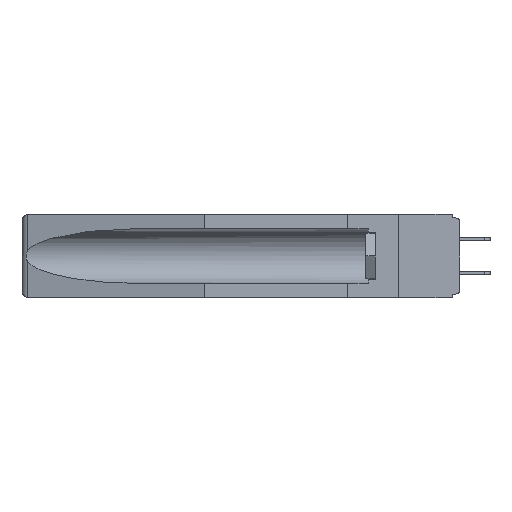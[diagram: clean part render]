
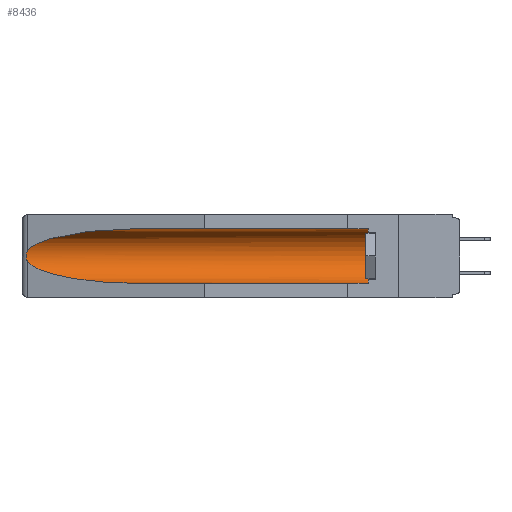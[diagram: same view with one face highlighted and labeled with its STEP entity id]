
A CAD part, left-side view. The second image highlights one B-rep face of the part: STEP entity #8436.
In plain terms, the highlighted cylindrical face has radius 2.857 mm (diameter 5.715 mm), a partial arc.
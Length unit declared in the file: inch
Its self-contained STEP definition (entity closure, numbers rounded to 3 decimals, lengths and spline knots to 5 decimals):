
#139 = CARTESIAN_POINT ( 'NONE',  ( 0.26655, 1.53094, -0.18657 ) ) ;
#445 = CARTESIAN_POINT ( 'NONE',  ( 0.155, 0.126, -0.059 ) ) ;
#499 = CARTESIAN_POINT ( 'NONE',  ( 0.26537, 1.52718, -0.19328 ) ) ;
#1336 = VECTOR ( 'NONE', #3446, 39.37008 ) ;
#1742 = ORIENTED_EDGE ( 'NONE', *, *, #18536, .T. ) ;
#3446 = DIRECTION ( 'NONE',  ( 0., 1., 0. ) ) ;
#3542 = CYLINDRICAL_SURFACE ( 'NONE', #5360, 0.1125 ) ;
#3600 = VERTEX_POINT ( 'NONE', #4315 ) ;
#3772 = CARTESIAN_POINT ( 'NONE',  ( 0.26537, 1.52718, -0.19328 ) ) ;
#3903 = CARTESIAN_POINT ( 'NONE',  ( 0.155, 1.07973, -0.284 ) ) ;
#4045 = ORIENTED_EDGE ( 'NONE', *, *, #16978, .T. ) ;
#4315 = CARTESIAN_POINT ( 'NONE',  ( 0.26537, 1.52718, -0.19328 ) ) ;
#5200 = CARTESIAN_POINT ( 'NONE',  ( 0.2673, 1.5327, -0.16383 ) ) ;
#5252 = CARTESIAN_POINT ( 'NONE',  ( 0.26537, 1.52718, -0.14972 ) ) ;
#5326 = CARTESIAN_POINT ( 'NONE',  ( 0.26537, 1.52718, -0.14972 ) ) ;
#5360 = AXIS2_PLACEMENT_3D ( 'NONE', #10501, #19484, #23405 ) ;
#5518 = CARTESIAN_POINT ( 'NONE',  ( 0.26597, 1.5296, -0.19026 ) ) ;
#6301 = DIRECTION ( 'NONE',  ( 0., -1., 0. ) ) ;
#6316 = EDGE_LOOP ( 'NONE', ( #1742, #21357, #21573, #9106, #11773, #4045 ) ) ;
#6676 = CARTESIAN_POINT ( 'NONE',  ( 0.155, 0.126, -0.284 ) ) ;
#7174 = VERTEX_POINT ( 'NONE', #22461 ) ;
#7341 = CARTESIAN_POINT ( 'NONE',  ( 0.155, 1.07973, -0.059 ) ) ;
#7584 = CARTESIAN_POINT ( 'NONE',  ( 0.25451, 1.48313, -0.24835 ) ) ;
#7904 = CARTESIAN_POINT ( 'NONE',  ( 0.21114, 1.30732, -0.284 ) ) ;
#8436 = ADVANCED_FACE ( 'NONE', ( #18175 ), #3542, .F. ) ;
#8497 = VERTEX_POINT ( 'NONE', #14554 ) ;
#8922 = VERTEX_POINT ( 'NONE', #5252 ) ;
#8923 = EDGE_CURVE ( 'NONE', #3600, #8497, #16054, .T. ) ;
#9106 = ORIENTED_EDGE ( 'NONE', *, *, #14038, .F. ) ;
#9842 = CARTESIAN_POINT ( 'NONE',  ( 0.155, 0.126, -0.1715 ) ) ;
#9929 = DIRECTION ( 'NONE',  ( 0., 0., 1. ) ) ;
#10501 = CARTESIAN_POINT ( 'NONE',  ( 0.155, -0.30754, -0.1715 ) ) ;
#10675 = VECTOR ( 'NONE', #22781, 39.37008 ) ;
#10964 = LINE ( 'NONE', #13607, #10675 ) ;
#11117 = LINE ( 'NONE', #14485, #1336 ) ;
#11773 = ORIENTED_EDGE ( 'NONE', *, *, #15324, .T. ) ;
#12863 = CARTESIAN_POINT ( 'NONE',  ( 0.25451, 1.48313, -0.09465 ) ) ;
#13607 = CARTESIAN_POINT ( 'NONE',  ( 0.155, -0.30754, -0.284 ) ) ;
#14038 = EDGE_CURVE ( 'NONE', #17790, #8497, #10964, .T. ) ;
#14485 = CARTESIAN_POINT ( 'NONE',  ( 0.155, -0.30754, -0.059 ) ) ;
#14554 = CARTESIAN_POINT ( 'NONE',  ( 0.155, 1.07973, -0.284 ) ) ;
#14947 = EDGE_CURVE ( 'NONE', #8922, #3600, #19037, .T. ) ;
#15111 = VERTEX_POINT ( 'NONE', #445 ) ;
#15324 = EDGE_CURVE ( 'NONE', #17790, #15111, #17483, .T. ) ;
#16054 =( BOUNDED_CURVE ( )  B_SPLINE_CURVE ( 3, ( #499, #7584, #7904, #3903 ),
 .UNSPECIFIED., .F., .F. ) 
 B_SPLINE_CURVE_WITH_KNOTS ( ( 4, 4 ),
 ( 0.1948, 1.5708 ),
 .UNSPECIFIED. ) 
 CURVE ( )  GEOMETRIC_REPRESENTATION_ITEM ( )  RATIONAL_B_SPLINE_CURVE ( ( 1., 0.848, 0.848, 1. ) ) 
 REPRESENTATION_ITEM ( '' )  );
#16159 = CARTESIAN_POINT ( 'NONE',  ( 0.26654, 1.53092, -0.15636 ) ) ;
#16284 = CARTESIAN_POINT ( 'NONE',  ( 0.21114, 1.30732, -0.059 ) ) ;
#16566 = CARTESIAN_POINT ( 'NONE',  ( 0.2673, 1.53269, -0.17917 ) ) ;
#16978 = EDGE_CURVE ( 'NONE', #15111, #7174, #11117, .T. ) ;
#17244 =( BOUNDED_CURVE ( )  B_SPLINE_CURVE ( 3, ( #7341, #16284, #12863, #5326 ),
 .UNSPECIFIED., .F., .F. ) 
 B_SPLINE_CURVE_WITH_KNOTS ( ( 4, 4 ),
 ( 4.71239, 6.08839 ),
 .UNSPECIFIED. ) 
 CURVE ( )  GEOMETRIC_REPRESENTATION_ITEM ( )  RATIONAL_B_SPLINE_CURVE ( ( 1., 0.848, 0.848, 1. ) ) 
 REPRESENTATION_ITEM ( '' )  );
#17483 = CIRCLE ( 'NONE', #20456, 0.1125 ) ;
#17789 = CARTESIAN_POINT ( 'NONE',  ( 0.26537, 1.52718, -0.14972 ) ) ;
#17790 = VERTEX_POINT ( 'NONE', #6676 ) ;
#18038 = CARTESIAN_POINT ( 'NONE',  ( 0.2675, 1.53308, -0.16763 ) ) ;
#18175 = FACE_OUTER_BOUND ( 'NONE', #6316, .T. ) ;
#18536 = EDGE_CURVE ( 'NONE', #7174, #8922, #17244, .T. ) ;
#19037 = B_SPLINE_CURVE_WITH_KNOTS ( 'NONE', 3,
 ( #17789, #23509, #16159, #5200, #18038, #19981, #16566, #139, #5518, #3772 ),
 .UNSPECIFIED., .F., .F.,
 ( 4, 2, 2, 2, 4 ),
 ( 0., 0.00029, 0.00058, 0.00087, 0.00117 ),
 .UNSPECIFIED. ) ;
#19484 = DIRECTION ( 'NONE',  ( 0., 1., 0. ) ) ;
#19981 = CARTESIAN_POINT ( 'NONE',  ( 0.2675, 1.53308, -0.17534 ) ) ;
#20456 = AXIS2_PLACEMENT_3D ( 'NONE', #9842, #6301, #9929 ) ;
#21357 = ORIENTED_EDGE ( 'NONE', *, *, #14947, .T. ) ;
#21573 = ORIENTED_EDGE ( 'NONE', *, *, #8923, .T. ) ;
#22461 = CARTESIAN_POINT ( 'NONE',  ( 0.155, 1.07973, -0.059 ) ) ;
#22781 = DIRECTION ( 'NONE',  ( 0., 1., 0. ) ) ;
#23405 = DIRECTION ( 'NONE',  ( 0., 0., 1. ) ) ;
#23509 = CARTESIAN_POINT ( 'NONE',  ( 0.26597, 1.52961, -0.15275 ) ) ;
